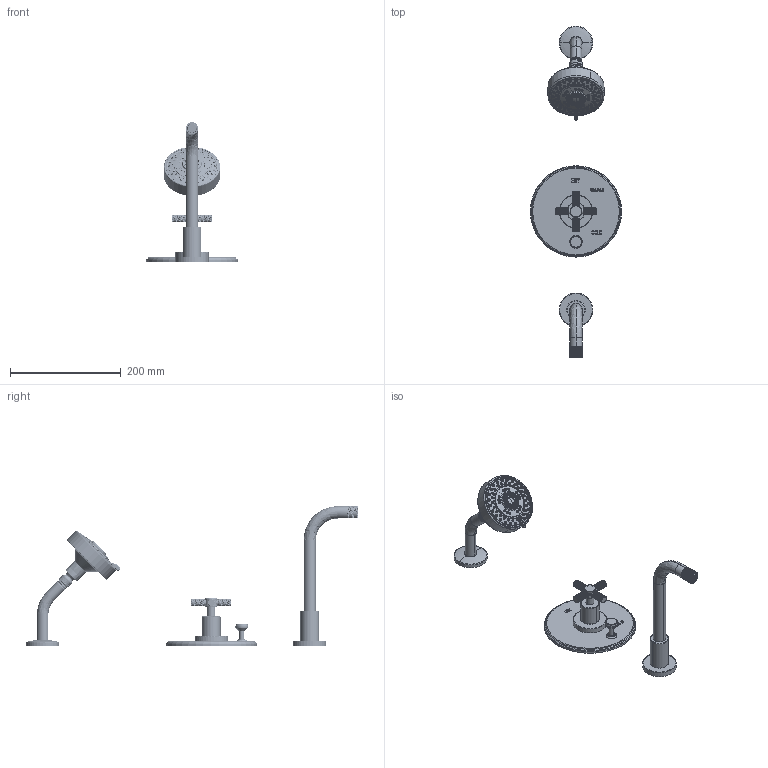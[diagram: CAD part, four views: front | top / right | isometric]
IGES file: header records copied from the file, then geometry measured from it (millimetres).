
Start section:  PTC IGES file: 3-3302bp.igs
Global section: file name: 3-3302bp.igs; native system: Creo Parametric by PTC Inc.; preprocessor: 2018400; author: jinson.thomas; organization: Unknown; date: 20210920.151736; units: inch
Bounding box: 165.1 x 600.2 x 252.41 mm (x, y, z)
Volume: 756070.9 mm3; surface area: 140717 mm2
Topology: 3 solids, 3 shells, 17039 faces, 35203 edges, 18358 vertices
Faces by surface type: bspline 13088, revolution 3951
